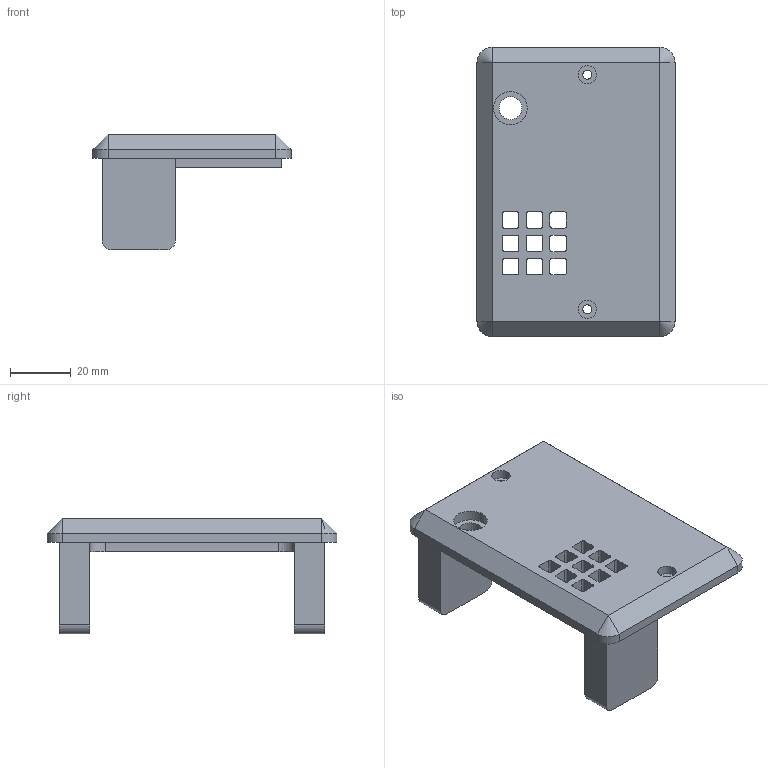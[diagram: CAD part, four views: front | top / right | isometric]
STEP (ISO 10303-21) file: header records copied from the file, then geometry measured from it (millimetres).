
FILE_DESCRIPTION(/* description */ (''),/* implementation_level */ '2;1');
FILE_NAME(/* name */ 'Veinfinder back lid v6.step',/* time_stamp */ '2024-02-28T01:33:34-07:00',/* author */ (''),/* organization */ (''),/* preprocessor_version */ 'ST-DEVELOPER v20',/* originating_system */ 'Autodesk Translation Framework v12.20.1.177',/* authorisation */ '');
FILE_SCHEMA (('AUTOMOTIVE_DESIGN { 1 0 10303 214 3 1 1 }'));
Length unit declared in the file: millimetre
Products named in the file (1): (저장되지 않음)
Bounding box: 65 x 95 x 38 mm (x, y, z)
Volume: 52443.3 mm3; surface area: 20065.7 mm2
Topology: 1 solids, 1 shells, 124 faces, 344 edges, 221 vertices
Faces by surface type: plane 68, bspline 36, cylinder 16, cone 4
Full cylindrical faces by diameter (mm): 3 x2, 6 x2, 7.5 x1, 11 x1
Entity records: 4103 total; most frequent: CARTESIAN_POINT 1170, ORIENTED_EDGE 680, DIRECTION 478, EDGE_CURVE 340, LINE 236, VECTOR 236, VERTEX_POINT 221, EDGE_LOOP 152
